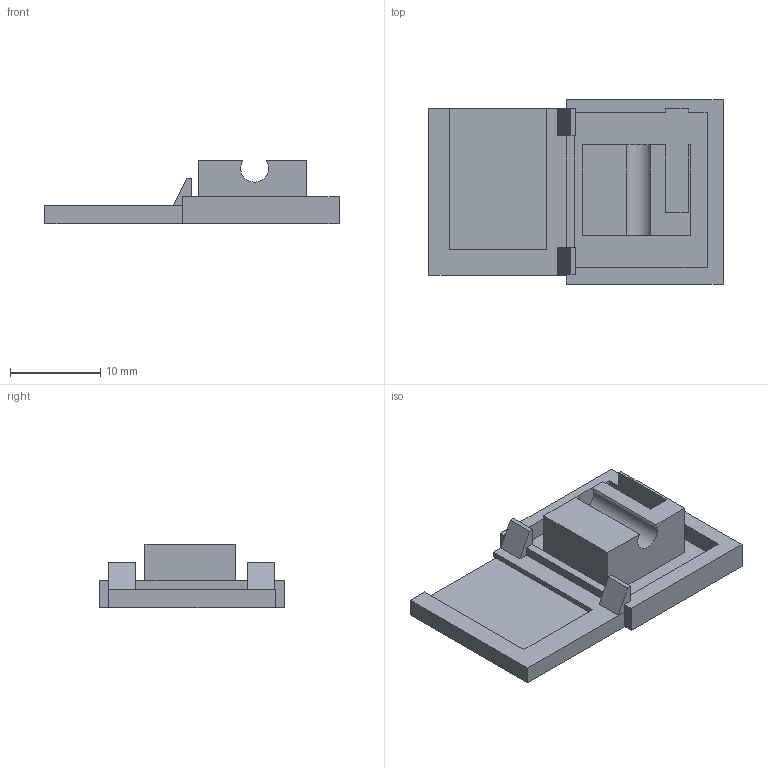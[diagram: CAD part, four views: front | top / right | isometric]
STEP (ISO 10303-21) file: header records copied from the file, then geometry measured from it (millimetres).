
FILE_DESCRIPTION(/* description */ (''),/* implementation_level */ '2;1');
FILE_NAME(/* name */ 'Batt+ve.step',/* time_stamp */ '2025-05-01T15:55:01+01:00',/* author */ (''),/* organization */ (''),/* preprocessor_version */ 'ST-DEVELOPER v20.1',/* originating_system */ 'Autodesk Translation Framework v14.4.0.0',/* authorisation */ '');
FILE_SCHEMA (('AUTOMOTIVE_DESIGN { 1 0 10303 214 3 1 1 }'));
Length unit declared in the file: millimetre
Products named in the file (1): Batt+ve
Bounding box: 32.61 x 20.45 x 7 mm (x, y, z)
Volume: 1503.7 mm3; surface area: 2192.9 mm2
Topology: 1 solids, 1 shells, 53 faces, 149 edges, 99 vertices
Faces by surface type: plane 51, cylinder 2
Entity records: 1712 total; most frequent: CARTESIAN_POINT 302, ORIENTED_EDGE 298, DIRECTION 261, EDGE_CURVE 149, LINE 145, VECTOR 145, VERTEX_POINT 99, AXIS2_PLACEMENT_3D 58
